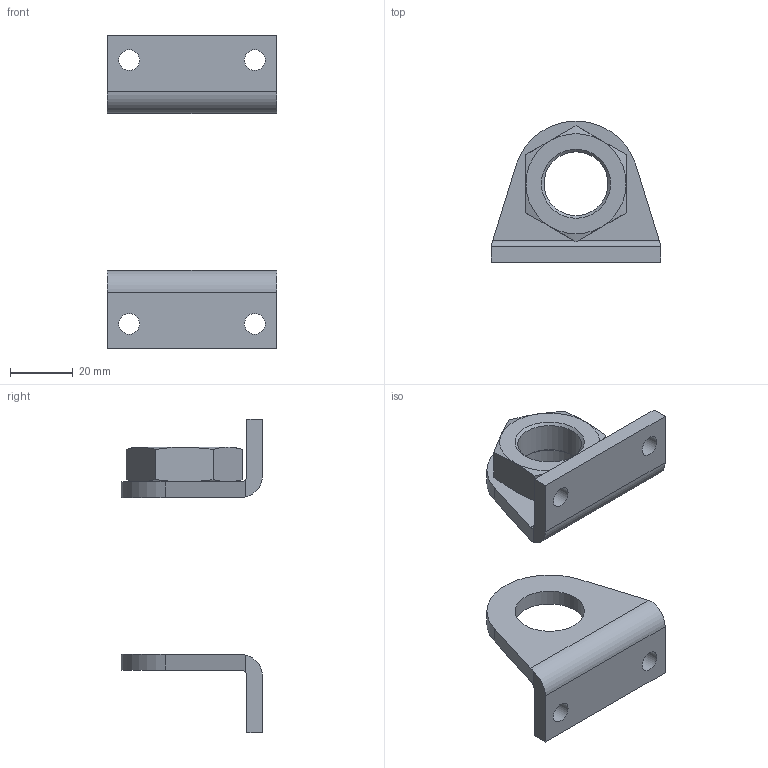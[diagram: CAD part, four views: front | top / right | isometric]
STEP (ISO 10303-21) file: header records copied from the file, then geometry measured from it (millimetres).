
FILE_DESCRIPTION(/* description */ ('STEP AP214'),/* implementation_level */ '2;1');
FILE_NAME(/* name */ '5128_HBN-20_25X2',/* time_stamp */ '2024-08-21T04:44:04+02:00',/* author */ ('License CC BY-ND 4.0'),/* organization */ ('CADENAS'),/* preprocessor_version */ 'ST-DEVELOPER v19.3',/* originating_system */ 'PARTsolutions',/* authorisation */ ' ');
FILE_SCHEMA (('AUTOMOTIVE_DESIGN {1 0 10303 214 3 1 1}'));
Length unit declared in the file: millimetre
Products named in the file (3): 5128 HBN-20/25x2---(50); 5128 HBN-20/25x2---(1); DIN-439-B - M22x1.5(F)
Assembly tree (3 placements, depth 2):
  5128 HBN-20/25x2---(50)
    5128 HBN-20/25x2---(1)  x2
    DIN-439-B - M22x1.5(F)
Bounding box: 54 x 44.93 x 100 mm (x, y, z)
Volume: 29958.8 mm3; surface area: 15647.3 mm2
Topology: 3 solids, 3 shells, 43 faces, 113 edges, 76 vertices
Faces by surface type: plane 26, cylinder 13, cone 4
Full cylindrical faces by diameter (mm): 6.6 x4, 20.376 x1, 22.1 x2
Entity records: 905 total; most frequent: CARTESIAN_POINT 184, DIRECTION 134, ORIENTED_EDGE 120, EDGE_CURVE 60, AXIS2_PLACEMENT_3D 54, VERTEX_POINT 44, EDGE_LOOP 44, FACE_BOUND 44
